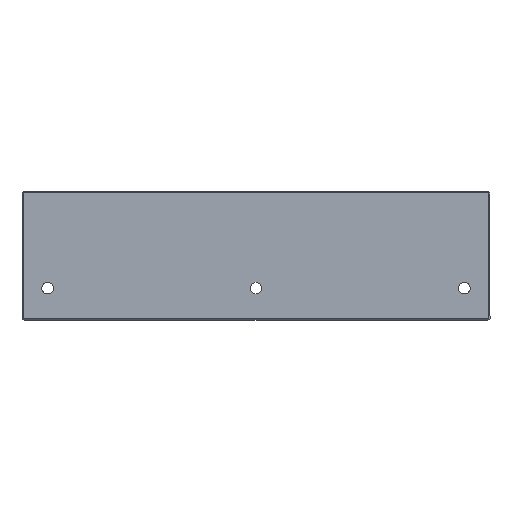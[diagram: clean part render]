
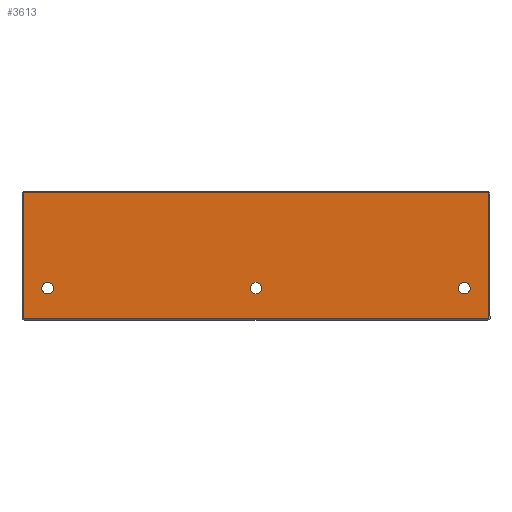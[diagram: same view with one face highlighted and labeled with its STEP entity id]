
A CAD part, top view. The second image highlights one B-rep face of the part: STEP entity #3613.
In plain terms, the highlighted face is planar.
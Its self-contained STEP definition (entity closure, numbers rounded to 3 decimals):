
#103=CIRCLE('',#3860,1.8);
#104=CIRCLE('',#3861,1.8);
#105=CIRCLE('',#3862,1.8);
#223=FACE_BOUND('',#496,.T.);
#224=FACE_BOUND('',#497,.T.);
#225=FACE_BOUND('',#498,.T.);
#277=FACE_OUTER_BOUND('',#495,.T.);
#495=EDGE_LOOP('',(#2527,#2528,#2529,#2530));
#496=EDGE_LOOP('',(#2531));
#497=EDGE_LOOP('',(#2532));
#498=EDGE_LOOP('',(#2533));
#803=LINE('',#5445,#1212);
#805=LINE('',#5449,#1214);
#810=LINE('',#5458,#1219);
#811=LINE('',#5459,#1220);
#1212=VECTOR('',#4312,10.);
#1214=VECTOR('',#4316,10.);
#1219=VECTOR('',#4323,10.);
#1220=VECTOR('',#4324,1000.);
#1600=VERTEX_POINT('',#5442);
#1601=VERTEX_POINT('',#5444);
#1602=VERTEX_POINT('',#5448);
#1605=VERTEX_POINT('',#5457);
#1606=VERTEX_POINT('',#5460);
#1607=VERTEX_POINT('',#5462);
#1608=VERTEX_POINT('',#5464);
#1948=EDGE_CURVE('',#1600,#1601,#803,.T.);
#1950=EDGE_CURVE('',#1601,#1602,#805,.T.);
#1955=EDGE_CURVE('',#1605,#1600,#810,.T.);
#1956=EDGE_CURVE('',#1605,#1602,#811,.T.);
#1957=EDGE_CURVE('',#1606,#1606,#103,.T.);
#1958=EDGE_CURVE('',#1607,#1607,#104,.T.);
#1959=EDGE_CURVE('',#1608,#1608,#105,.T.);
#2527=ORIENTED_EDGE('',*,*,#1948,.F.);
#2528=ORIENTED_EDGE('',*,*,#1955,.F.);
#2529=ORIENTED_EDGE('',*,*,#1956,.T.);
#2530=ORIENTED_EDGE('',*,*,#1950,.F.);
#2531=ORIENTED_EDGE('',*,*,#1957,.T.);
#2532=ORIENTED_EDGE('',*,*,#1958,.T.);
#2533=ORIENTED_EDGE('',*,*,#1959,.T.);
#3470=PLANE('',#3859);
#3613=ADVANCED_FACE('',(#277,#223,#224,#225),#3470,.F.);
#3859=AXIS2_PLACEMENT_3D('',#5456,#4321,#4322);
#3860=AXIS2_PLACEMENT_3D('',#5461,#4325,#4326);
#3861=AXIS2_PLACEMENT_3D('',#5463,#4327,#4328);
#3862=AXIS2_PLACEMENT_3D('',#5465,#4329,#4330);
#4312=DIRECTION('',(-1.,0.,0.));
#4316=DIRECTION('',(0.,0.,1.));
#4321=DIRECTION('center_axis',(0.,1.,0.));
#4322=DIRECTION('ref_axis',(0.,0.,1.));
#4323=DIRECTION('',(0.,0.,-1.));
#4324=DIRECTION('',(-1.,0.,0.));
#4325=DIRECTION('center_axis',(0.,1.,0.));
#4326=DIRECTION('ref_axis',(0.,0.,1.));
#4327=DIRECTION('center_axis',(0.,1.,0.));
#4328=DIRECTION('ref_axis',(0.,0.,1.));
#4329=DIRECTION('center_axis',(0.,1.,0.));
#4330=DIRECTION('ref_axis',(0.,0.,1.));
#5442=CARTESIAN_POINT('',(72.586,5.,185.4));
#5444=CARTESIAN_POINT('',(-72.586,5.,185.4));
#5445=CARTESIAN_POINT('',(-92.5,5.,185.4));
#5448=CARTESIAN_POINT('',(-72.586,5.,224.782));
#5449=CARTESIAN_POINT('',(-72.586,5.,112.5));
#5456=CARTESIAN_POINT('Origin',(0.,5.,0.));
#5457=CARTESIAN_POINT('',(72.586,5.,224.782));
#5458=CARTESIAN_POINT('',(72.586,5.,112.5));
#5459=CARTESIAN_POINT('',(0.,5.,224.782));
#5460=CARTESIAN_POINT('',(65.,5.,193.2));
#5461=CARTESIAN_POINT('Origin',(65.,5.,195.));
#5462=CARTESIAN_POINT('',(0.,5.,193.2));
#5463=CARTESIAN_POINT('Origin',(0.,5.,195.));
#5464=CARTESIAN_POINT('',(-65.,5.,193.2));
#5465=CARTESIAN_POINT('Origin',(-65.,5.,195.));
